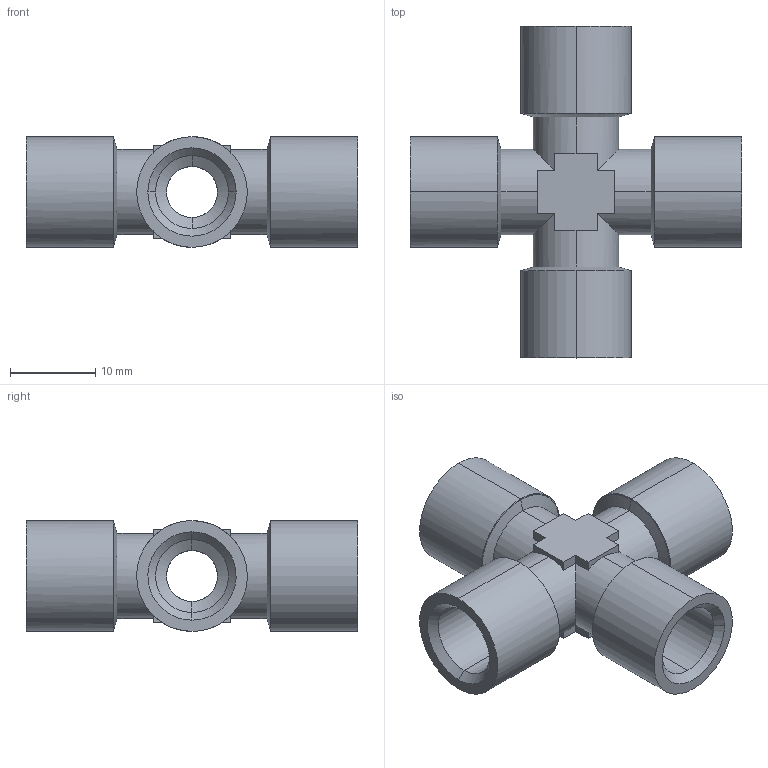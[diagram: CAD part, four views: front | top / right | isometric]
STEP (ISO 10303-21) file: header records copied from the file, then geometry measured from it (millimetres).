
FILE_DESCRIPTION (( 'STEP AP214' ), '1' );
FILE_NAME ('DRF.4F01.STEP', '2017-04-05T11:47:24', ( '' ), ( '' ), 'SwSTEP 2.0', 'SolidWorks 2017', '' );
FILE_SCHEMA (( 'AUTOMOTIVE_DESIGN' ));
Length unit declared in the file: millimetre
Products named in the file (1): DRF.4F01
Bounding box: 39 x 39 x 13 mm (x, y, z)
Volume: 4668.9 mm3; surface area: 4601 mm2
Topology: 1 solids, 1 shells, 94 faces, 238 edges, 144 vertices
Faces by surface type: cylinder 32, plane 30, cone 24, bspline 8
Entity records: 3826 total; most frequent: CARTESIAN_POINT 1569, ORIENTED_EDGE 476, DIRECTION 466, EDGE_CURVE 238, AXIS2_PLACEMENT_3D 173, VERTEX_POINT 144, LINE 120, VECTOR 120
